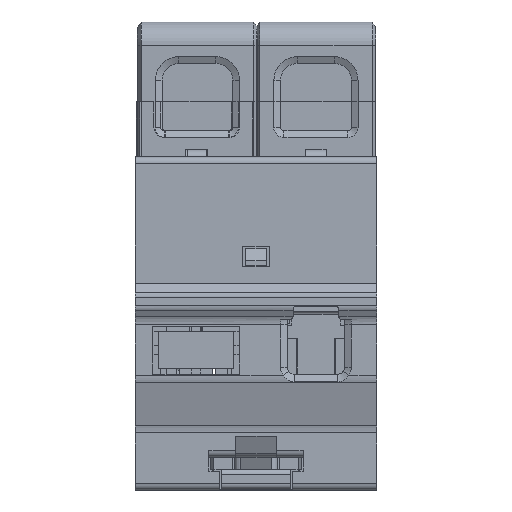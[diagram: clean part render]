
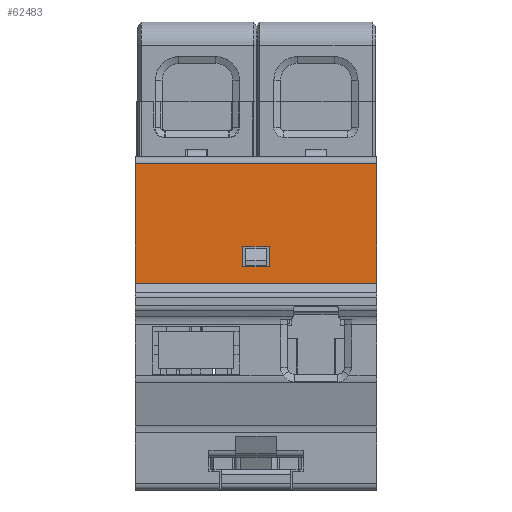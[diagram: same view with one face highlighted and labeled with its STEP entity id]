
A CAD part, left-side view. The second image highlights one B-rep face of the part: STEP entity #62483.
In plain terms, the highlighted planar face has unit normal (-1, 0, 0).
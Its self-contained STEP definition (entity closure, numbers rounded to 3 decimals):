
#1518=DIRECTION('',(0.,0.,-1.));
#1519=VECTOR('',#1518,17.8);
#1520=CARTESIAN_POINT('',(-0.05,35.7,43.));
#1521=LINE('',#1520,#1519);
#9018=DIRECTION('',(0.,0.,1.));
#9019=VECTOR('',#9018,3.);
#9020=CARTESIAN_POINT('',(-0.05,19.8,27.7));
#9021=LINE('',#9020,#9019);
#9026=DIRECTION('',(0.,1.,0.));
#9027=VECTOR('',#9026,4.);
#9028=CARTESIAN_POINT('',(-0.05,15.8,27.7));
#9029=LINE('',#9028,#9027);
#9038=DIRECTION('',(0.,0.,-1.));
#9039=VECTOR('',#9038,17.8);
#9040=CARTESIAN_POINT('',(-0.05,-0.1,43.));
#9041=LINE('',#9040,#9039);
#9042=DIRECTION('',(0.,0.,1.));
#9043=VECTOR('',#9042,3.);
#9044=CARTESIAN_POINT('',(-0.05,15.8,27.7));
#9045=LINE('',#9044,#9043);
#9046=DIRECTION('',(0.,1.,0.));
#9047=VECTOR('',#9046,4.);
#9048=CARTESIAN_POINT('',(-0.05,15.8,30.7));
#9049=LINE('',#9048,#9047);
#9050=DIRECTION('',(0.,1.,0.));
#9051=VECTOR('',#9050,35.8);
#9052=CARTESIAN_POINT('',(-0.05,-0.1,43.));
#9053=LINE('',#9052,#9051);
#9062=DIRECTION('',(0.,-1.,0.));
#9063=VECTOR('',#9062,35.8);
#9064=CARTESIAN_POINT('',(-0.05,35.7,25.2));
#9065=LINE('',#9064,#9063);
#39600=CARTESIAN_POINT('',(-0.05,-0.1,25.2));
#39601=VERTEX_POINT('',#39600);
#39602=CARTESIAN_POINT('',(-0.05,-0.1,43.));
#39603=VERTEX_POINT('',#39602);
#40576=CARTESIAN_POINT('',(-0.05,35.7,43.));
#40577=VERTEX_POINT('',#40576);
#40578=CARTESIAN_POINT('',(-0.05,35.7,25.2));
#40579=VERTEX_POINT('',#40578);
#44299=CARTESIAN_POINT('',(-0.05,19.8,30.7));
#44300=VERTEX_POINT('',#44299);
#44301=CARTESIAN_POINT('',(-0.05,15.8,30.7));
#44302=VERTEX_POINT('',#44301);
#44303=CARTESIAN_POINT('',(-0.05,19.8,27.7));
#44304=VERTEX_POINT('',#44303);
#44305=CARTESIAN_POINT('',(-0.05,15.8,27.7));
#44306=VERTEX_POINT('',#44305);
#62464=CARTESIAN_POINT('',(-0.05,17.8,-5.5));
#62465=DIRECTION('',(-1.,0.,0.));
#62466=DIRECTION('',(0.,0.,-1.));
#62467=AXIS2_PLACEMENT_3D('',#62464,#62465,#62466);
#62468=PLANE('',#62467);
#62469=ORIENTED_EDGE('',*,*,#52995,.F.);
#62471=ORIENTED_EDGE('',*,*,#62470,.F.);
#62472=ORIENTED_EDGE('',*,*,#51829,.T.);
#62474=ORIENTED_EDGE('',*,*,#62473,.F.);
#62475=EDGE_LOOP('',(#62469,#62471,#62472,#62474));
#62476=FACE_OUTER_BOUND('',#62475,.F.);
#62477=ORIENTED_EDGE('',*,*,#62431,.F.);
#62478=ORIENTED_EDGE('',*,*,#62445,.F.);
#62479=ORIENTED_EDGE('',*,*,#62458,.T.);
#62480=ORIENTED_EDGE('',*,*,#62415,.T.);
#62481=EDGE_LOOP('',(#62477,#62478,#62479,#62480));
#62482=FACE_BOUND('',#62481,.F.);
#62483=ADVANCED_FACE('',(#62476,#62482),#62468,.T.);
#51829=EDGE_CURVE('',#39603,#39601,#9041,.T.);
#52995=EDGE_CURVE('',#40577,#40579,#1521,.T.);
#62415=EDGE_CURVE('',#44302,#44300,#9049,.T.);
#62431=EDGE_CURVE('',#44304,#44300,#9021,.T.);
#62445=EDGE_CURVE('',#44306,#44304,#9029,.T.);
#62458=EDGE_CURVE('',#44306,#44302,#9045,.T.);
#62470=EDGE_CURVE('',#39603,#40577,#9053,.T.);
#62473=EDGE_CURVE('',#40579,#39601,#9065,.T.);
